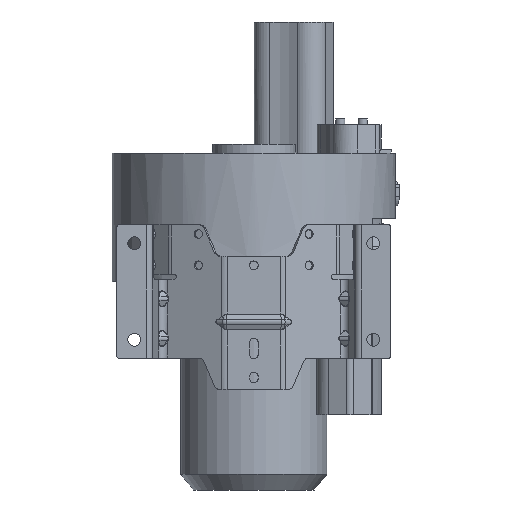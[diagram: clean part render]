
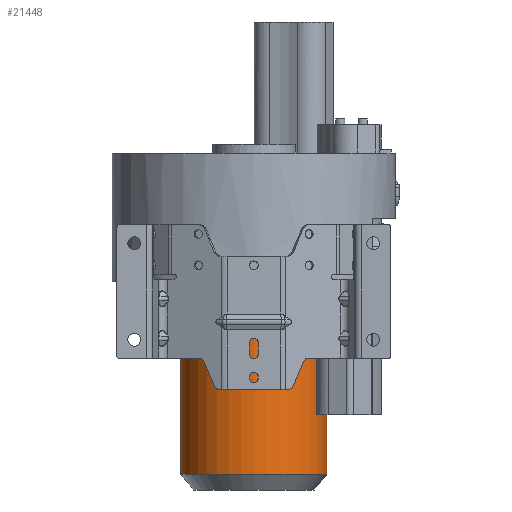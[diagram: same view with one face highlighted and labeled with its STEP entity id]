
A CAD part, front view. The second image highlights one B-rep face of the part: STEP entity #21448.
In plain terms, the highlighted cylindrical face has radius 79.5 mm (diameter 159 mm), a partial arc.
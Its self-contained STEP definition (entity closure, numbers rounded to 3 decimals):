
#3956=CARTESIAN_POINT('',(0.,0.,-100.6));
#3957=DIRECTION('',(0.,0.,-1.));
#3958=DIRECTION('',(1.,0.,0.));
#3959=AXIS2_PLACEMENT_3D('',#3956,#3957,#3958);
#7736=DIRECTION('',(0.,0.,-1.));
#7737=VECTOR('',#7736,209.4);
#7738=CARTESIAN_POINT('',(-79.5,0.,-100.6));
#7739=LINE('',#7738,#7737);
#7801=CARTESIAN_POINT('',(0.,0.,
-310.));
#7802=DIRECTION('',(0.,0.,-1.));
#7803=DIRECTION('',(1.,0.,0.));
#7804=AXIS2_PLACEMENT_3D('',#7801,#7802,#7803);
#7806=DIRECTION('',(0.,0.,-1.));
#7807=VECTOR('',#7806,209.4);
#7808=CARTESIAN_POINT('',(79.5,0.,-100.6));
#7809=LINE('',#7808,#7807);
#10105=CARTESIAN_POINT('',(-79.5,0.,-100.6));
#10106=CARTESIAN_POINT('',(79.5,0.,-100.6));
#10107=VERTEX_POINT('',#10105);
#10108=VERTEX_POINT('',#10106);
#10113=CARTESIAN_POINT('',(79.5,0.,-310.));
#10114=CARTESIAN_POINT('',(-79.5,0.,-310.));
#10115=VERTEX_POINT('',#10113);
#10116=VERTEX_POINT('',#10114);
#21437=CARTESIAN_POINT('',(0.,0.,-100.6));
#21438=DIRECTION('',(0.,0.,-1.));
#21439=DIRECTION('',(-1.,0.,0.));
#21440=AXIS2_PLACEMENT_3D('',#21437,#21438,#21439);
#21441=CYLINDRICAL_SURFACE('',#21440,79.5);
#21442=ORIENTED_EDGE('',*,*,#21431,.T.);
#21443=ORIENTED_EDGE('',*,*,#21383,.F.);
#21444=ORIENTED_EDGE('',*,*,#16981,.F.);
#21445=ORIENTED_EDGE('',*,*,#21380,.T.);
#21446=EDGE_LOOP('',(#21442,#21443,#21444,#21445));
#21447=FACE_OUTER_BOUND('',#21446,.F.);
#21448=ADVANCED_FACE('',(#21447),#21441,.T.);
#3960=CIRCLE('',#3959,79.5);
#7805=CIRCLE('',#7804,79.5);
#16981=EDGE_CURVE('',#10108,#10107,#3960,.T.);
#21380=EDGE_CURVE('',#10108,#10115,#7809,.T.);
#21383=EDGE_CURVE('',#10107,#10116,#7739,.T.);
#21431=EDGE_CURVE('',#10115,#10116,#7805,.T.);
